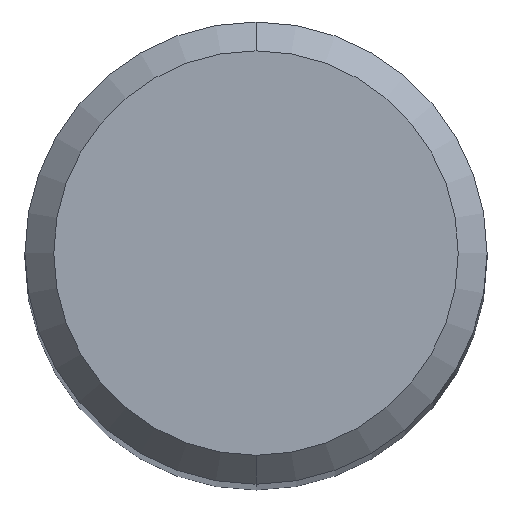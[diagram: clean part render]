
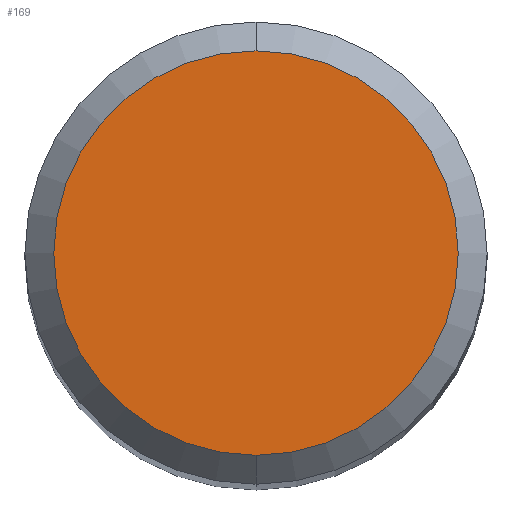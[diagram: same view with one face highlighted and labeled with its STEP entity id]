
A CAD part, top view. The second image highlights one B-rep face of the part: STEP entity #169.
In plain terms, the highlighted planar face has unit normal (0, 0, 1).
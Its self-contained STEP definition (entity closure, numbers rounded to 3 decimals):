
#143=VERTEX_POINT('',#360);
#157=EDGE_CURVE('',#143,#215,#377,.T.);
#169=ADVANCED_FACE('',(#390),#391,.T.);
#215=VERTEX_POINT('',#441);
#243=EDGE_CURVE('',#215,#143,#473,.T.);
#360=CARTESIAN_POINT('',(0.,-2.8,0.0));
#377=CIRCLE('',#614,2.8);
#390=FACE_OUTER_BOUND('',#630,.T.);
#391=PLANE('',#631);
#441=CARTESIAN_POINT('',(0.0,2.8,0.0));
#473=CIRCLE('',#740,2.8);
#614=AXIS2_PLACEMENT_3D('',#905,#906,#907);
#630=EDGE_LOOP('',(#921,#922));
#631=AXIS2_PLACEMENT_3D('',#923,#924,#925);
#740=AXIS2_PLACEMENT_3D('',#1020,#1021,#1022);
#905=CARTESIAN_POINT('',(0.0,0.0,0.0));
#906=DIRECTION('',(0.0,0.0,-1.0));
#907=DIRECTION('',(0.0,1.0,0.0));
#921=ORIENTED_EDGE('',*,*,#243,.F.);
#922=ORIENTED_EDGE('',*,*,#157,.F.);
#923=CARTESIAN_POINT('',(0.0,1.4,0.0));
#924=DIRECTION('',(-0.0,0.0,1.0));
#925=DIRECTION('',(0.0,-1.0,0.0));
#1020=CARTESIAN_POINT('',(0.0,0.0,0.0));
#1021=DIRECTION('',(0.0,0.0,-1.0));
#1022=DIRECTION('',(0.0,1.0,0.0));
